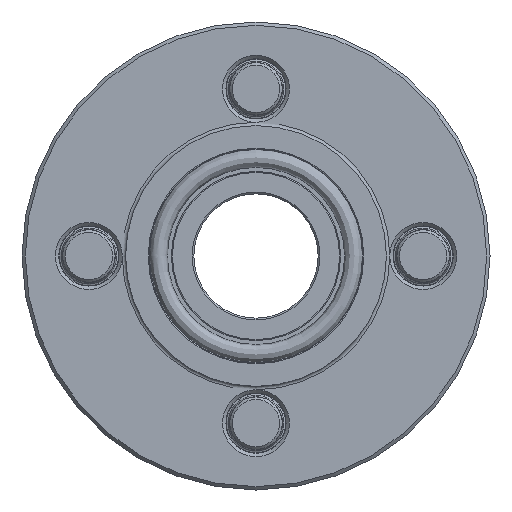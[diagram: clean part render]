
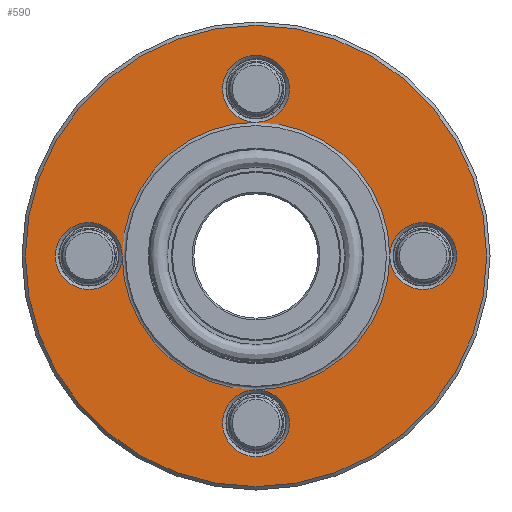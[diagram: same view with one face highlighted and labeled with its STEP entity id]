
A CAD part, left-side view. The second image highlights one B-rep face of the part: STEP entity #590.
In plain terms, the highlighted planar face has unit normal (-1, 0, 0).
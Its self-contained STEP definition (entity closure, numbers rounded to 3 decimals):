
#429=FACE_BOUND('',#911,.T.);
#430=FACE_BOUND('',#912,.T.);
#590=ADVANCED_FACE('',(#429,#430),#709,.F.);
#709=PLANE('',#2110);
#911=EDGE_LOOP('',(#1239));
#912=EDGE_LOOP('',(#1240,#1241,#1242,#1243,#1244,#1245,#1246,#1247));
#1239=ORIENTED_EDGE('',*,*,#1738,.T.);
#1240=ORIENTED_EDGE('',*,*,#1739,.T.);
#1241=ORIENTED_EDGE('',*,*,#1740,.T.);
#1242=ORIENTED_EDGE('',*,*,#1741,.T.);
#1243=ORIENTED_EDGE('',*,*,#1742,.T.);
#1244=ORIENTED_EDGE('',*,*,#1743,.T.);
#1245=ORIENTED_EDGE('',*,*,#1744,.T.);
#1246=ORIENTED_EDGE('',*,*,#1745,.T.);
#1247=ORIENTED_EDGE('',*,*,#1746,.T.);
#1554=VERTEX_POINT('',#3183);
#1555=VERTEX_POINT('',#3185);
#1556=VERTEX_POINT('',#3187);
#1557=VERTEX_POINT('',#3190);
#1558=VERTEX_POINT('',#3193);
#1738=EDGE_CURVE('',#1554,#1554,#1911,.T.);
#1739=EDGE_CURVE('',#1555,#1555,#1912,.T.);
#1740=EDGE_CURVE('',#1555,#1556,#1913,.T.);
#1741=EDGE_CURVE('',#1556,#1556,#1914,.T.);
#1742=EDGE_CURVE('',#1556,#1557,#1915,.T.);
#1743=EDGE_CURVE('',#1557,#1557,#1916,.T.);
#1744=EDGE_CURVE('',#1557,#1558,#1917,.T.);
#1745=EDGE_CURVE('',#1558,#1558,#1918,.T.);
#1746=EDGE_CURVE('',#1558,#1555,#1919,.T.);
#1911=CIRCLE('',#2101,69.);
#1912=CIRCLE('',#2102,10.);
#1913=CIRCLE('',#2103,40.);
#1914=CIRCLE('',#2104,10.);
#1915=CIRCLE('',#2105,40.);
#1916=CIRCLE('',#2106,10.);
#1917=CIRCLE('',#2107,40.);
#1918=CIRCLE('',#2108,10.);
#1919=CIRCLE('',#2109,40.);
#2101=AXIS2_PLACEMENT_3D('',#3182,#2534,#2535);
#2102=AXIS2_PLACEMENT_3D('',#3184,#2536,#2537);
#2103=AXIS2_PLACEMENT_3D('',#3186,#2538,#2539);
#2104=AXIS2_PLACEMENT_3D('',#3188,#2540,#2541);
#2105=AXIS2_PLACEMENT_3D('',#3189,#2542,#2543);
#2106=AXIS2_PLACEMENT_3D('',#3191,#2544,#2545);
#2107=AXIS2_PLACEMENT_3D('',#3192,#2546,#2547);
#2108=AXIS2_PLACEMENT_3D('',#3194,#2548,#2549);
#2109=AXIS2_PLACEMENT_3D('',#3195,#2550,#2551);
#2110=AXIS2_PLACEMENT_3D('',#3196,#2552,#2553);
#2534=DIRECTION('',(-1.,0.,0.));
#2535=DIRECTION('',(0.,0.,-1.));
#2536=DIRECTION('',(1.,0.,0.));
#2537=DIRECTION('',(0.,0.,-1.));
#2538=DIRECTION('',(1.,0.,0.));
#2539=DIRECTION('',(0.,0.,-1.));
#2540=DIRECTION('',(1.,0.,0.));
#2541=DIRECTION('',(0.,0.,-1.));
#2542=DIRECTION('',(1.,0.,0.));
#2543=DIRECTION('',(0.,0.,-1.));
#2544=DIRECTION('',(1.,0.,0.));
#2545=DIRECTION('',(0.,0.,-1.));
#2546=DIRECTION('',(1.,0.,0.));
#2547=DIRECTION('',(0.,0.,-1.));
#2548=DIRECTION('',(1.,0.,0.));
#2549=DIRECTION('',(0.,0.,-1.));
#2550=DIRECTION('',(1.,0.,0.));
#2551=DIRECTION('',(0.,0.,-1.));
#2552=DIRECTION('',(1.,0.,0.));
#2553=DIRECTION('',(0.,0.,-1.));
#3182=CARTESIAN_POINT('',(-18.563,0.,0.));
#3183=CARTESIAN_POINT('',(-18.563,0.,-69.));
#3184=CARTESIAN_POINT('',(-18.563,0.,50.));
#3185=CARTESIAN_POINT('',(-18.563,0.,40.));
#3186=CARTESIAN_POINT('',(-18.563,0.,0.));
#3187=CARTESIAN_POINT('',(-18.563,-40.,0.));
#3188=CARTESIAN_POINT('',(-18.563,-50.,0.));
#3189=CARTESIAN_POINT('',(-18.563,0.,0.));
#3190=CARTESIAN_POINT('',(-18.563,0.,-40.));
#3191=CARTESIAN_POINT('',(-18.563,0.,-50.));
#3192=CARTESIAN_POINT('',(-18.563,0.,0.));
#3193=CARTESIAN_POINT('',(-18.563,40.,0.));
#3194=CARTESIAN_POINT('',(-18.563,50.,0.));
#3195=CARTESIAN_POINT('',(-18.563,0.,0.));
#3196=CARTESIAN_POINT('',(-18.563,70.,0.));
